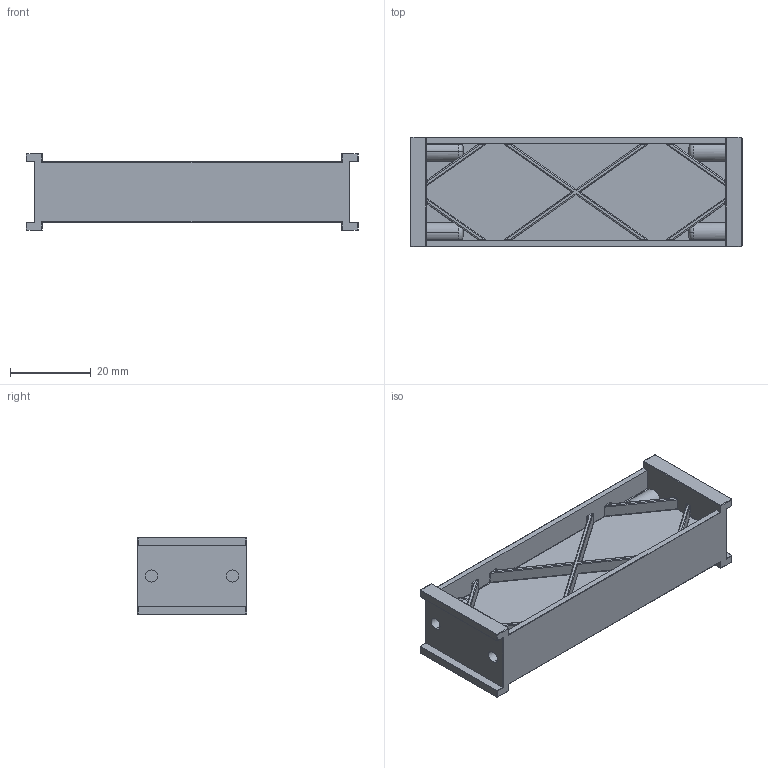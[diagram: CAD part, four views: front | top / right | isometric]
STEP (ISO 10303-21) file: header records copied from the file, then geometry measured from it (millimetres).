
FILE_DESCRIPTION (( 'STEP AP203' ), '1' );
FILE_NAME ('Moby-Bras-3-V_Défaut_sldprt.STEP', '2019-11-01T12:17:24', ( '' ), ( '' ), 'SwSTEP 2.0', 'SolidWorks 2017', '' );
FILE_SCHEMA (( 'CONFIG_CONTROL_DESIGN' ));
Length unit declared in the file: millimetre
Products named in the file (1): Moby-Bras-3-V_Défaut_sldprt
Bounding box: 82 x 27 x 19 mm (x, y, z)
Volume: 10334.9 mm3; surface area: 12694.6 mm2
Topology: 1 solids, 1 shells, 562 faces, 1346 edges, 782 vertices
Faces by surface type: cylinder 284, plane 106, torus 92, bspline 72, sphere 8
Entity records: 17873 total; most frequent: CARTESIAN_POINT 5411, ORIENTED_EDGE 2676, DIRECTION 2626, EDGE_CURVE 1338, AXIS2_PLACEMENT_3D 1029, VERTEX_POINT 782, LINE 568, VECTOR 568
